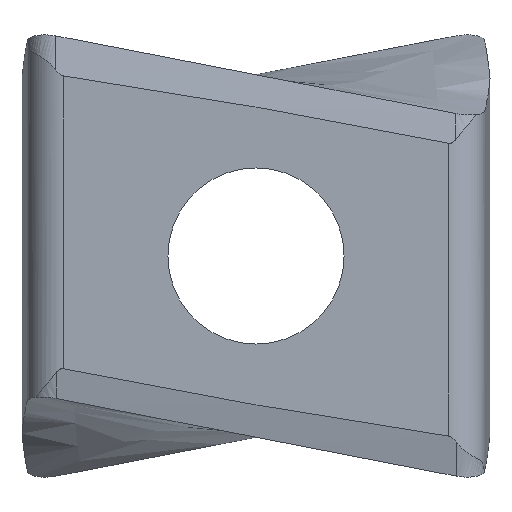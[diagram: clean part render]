
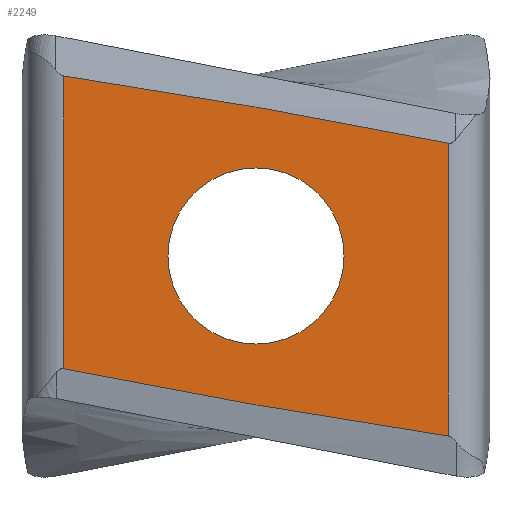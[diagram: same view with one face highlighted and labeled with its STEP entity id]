
A CAD part, front view. The second image highlights one B-rep face of the part: STEP entity #2249.
In plain terms, the highlighted planar face has unit normal (0, -1, 0).
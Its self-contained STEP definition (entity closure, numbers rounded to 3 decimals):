
#1178=B_SPLINE_CURVE_WITH_KNOTS('',3,(#17368,#17369,#17370,#17371),
 .UNSPECIFIED.,.F.,.F.,(4,4),(0.,1.),.UNSPECIFIED.);
#1179=B_SPLINE_CURVE_WITH_KNOTS('',3,(#17373,#17374,#17375,#17376),
 .UNSPECIFIED.,.F.,.F.,(4,4),(0.,1.),.UNSPECIFIED.);
#1224=B_SPLINE_CURVE_WITH_KNOTS('',3,(#19463,#19464,#19465,#19466),
 .UNSPECIFIED.,.F.,.F.,(4,4),(0.,1.),.UNSPECIFIED.);
#1225=B_SPLINE_CURVE_WITH_KNOTS('',3,(#19468,#19469,#19470,#19471),
 .UNSPECIFIED.,.F.,.F.,(4,4),(0.,1.),.UNSPECIFIED.);
#1714=LINE('',#17181,#1933);
#1717=LINE('',#17550,#1936);
#1933=VECTOR('',#8916,1.);
#1936=VECTOR('',#8923,1.);
#2249=ADVANCED_FACE('CUT',(#2434,#2435),#6574,.T.);
#2434=FACE_BOUND('',#2794,.T.);
#2435=FACE_BOUND('',#2795,.T.);
#2794=EDGE_LOOP('',(#4498,#4499,#4500,#4501,#4502,#4503));
#2795=EDGE_LOOP('',(#4504,#4505));
#4498=ORIENTED_EDGE('',*,*,#5975,.T.);
#4499=ORIENTED_EDGE('',*,*,#5931,.T.);
#4500=ORIENTED_EDGE('',*,*,#5922,.T.);
#4501=ORIENTED_EDGE('',*,*,#5921,.T.);
#4502=ORIENTED_EDGE('',*,*,#5915,.F.);
#4503=ORIENTED_EDGE('',*,*,#5976,.T.);
#4504=ORIENTED_EDGE('',*,*,#5978,.F.);
#4505=ORIENTED_EDGE('',*,*,#5979,.F.);
#5075=VERTEX_POINT('',#17180);
#5076=VERTEX_POINT('',#17182);
#5079=VERTEX_POINT('',#17372);
#5080=VERTEX_POINT('',#17377);
#5082=VERTEX_POINT('',#17528);
#5118=VERTEX_POINT('',#19467);
#5119=VERTEX_POINT('',#19508);
#5120=VERTEX_POINT('',#19509);
#5915=EDGE_CURVE('LINE',#5075,#5076,#1714,.T.);
#5921=EDGE_CURVE('',#5079,#5076,#1178,.T.);
#5922=EDGE_CURVE('',#5080,#5079,#1179,.T.);
#5931=EDGE_CURVE('LINE',#5082,#5080,#1717,.T.);
#5975=EDGE_CURVE('',#5118,#5082,#1224,.T.);
#5976=EDGE_CURVE('',#5075,#5118,#1225,.T.);
#5978=EDGE_CURVE('GENERATED CIRCLE',#5119,#5120,#6188,.T.);
#5979=EDGE_CURVE('GENERATED CIRCLE',#5120,#5119,#6189,.T.);
#6188=CIRCLE('',#7662,2.6);
#6189=CIRCLE('',#7663,2.6);
#6574=PLANE('',#7664);
#7662=AXIS2_PLACEMENT_3D('',#19507,#8946,#8947);
#7663=AXIS2_PLACEMENT_3D('',#19510,#8948,#8949);
#7664=AXIS2_PLACEMENT_3D('',#19511,#8950,#8951);
#8916=DIRECTION('',(0.,0.,1.));
#8923=DIRECTION('',(0.,0.,1.));
#8946=DIRECTION('',(0.,-1.,0.));
#8947=DIRECTION('',(1.,0.,0.));
#8948=DIRECTION('',(0.,-1.,0.));
#8949=DIRECTION('',(1.,0.,0.));
#8950=DIRECTION('',(0.,-1.,0.));
#8951=DIRECTION('',(1.,0.,0.));
#17180=CARTESIAN_POINT('',(-5.678,-6.65,-3.329));
#17181=CARTESIAN_POINT('',(-5.678,-6.65,0.));
#17182=CARTESIAN_POINT('',(-5.678,-6.65,5.317));
#17368=CARTESIAN_POINT('',(0.,-6.65,4.395));
#17369=CARTESIAN_POINT('',(-1.889,-6.65,4.726));
#17370=CARTESIAN_POINT('',(-3.782,-6.65,5.034));
#17371=CARTESIAN_POINT('',(-5.678,-6.65,5.317));
#17372=CARTESIAN_POINT('',(0.,-6.65,4.395));
#17373=CARTESIAN_POINT('',(5.678,-6.65,3.329));
#17374=CARTESIAN_POINT('',(3.79,-6.65,3.708));
#17375=CARTESIAN_POINT('',(1.897,-6.65,4.063));
#17376=CARTESIAN_POINT('',(0.,-6.65,4.395));
#17377=CARTESIAN_POINT('',(5.678,-6.65,3.329));
#17528=CARTESIAN_POINT('',(5.678,-6.65,-5.317));
#17550=CARTESIAN_POINT('',(5.678,-6.65,0.));
#19463=CARTESIAN_POINT('',(0.,-6.65,-4.395));
#19464=CARTESIAN_POINT('',(1.889,-6.65,-4.726));
#19465=CARTESIAN_POINT('',(3.782,-6.65,-5.034));
#19466=CARTESIAN_POINT('',(5.678,-6.65,-5.317));
#19467=CARTESIAN_POINT('',(0.,-6.65,-4.395));
#19468=CARTESIAN_POINT('',(-5.678,-6.65,-3.329));
#19469=CARTESIAN_POINT('',(-3.79,-6.65,-3.708));
#19470=CARTESIAN_POINT('',(-1.897,-6.65,-4.063));
#19471=CARTESIAN_POINT('',(0.,-6.65,-4.395));
#19507=CARTESIAN_POINT('',(0.,-6.65,0.));
#19508=CARTESIAN_POINT('',(2.6,-6.65,0.));
#19509=CARTESIAN_POINT('',(-2.6,-6.65,0.));
#19510=CARTESIAN_POINT('',(0.,-6.65,0.));
#19511=CARTESIAN_POINT('',(0.,-6.65,0.));
